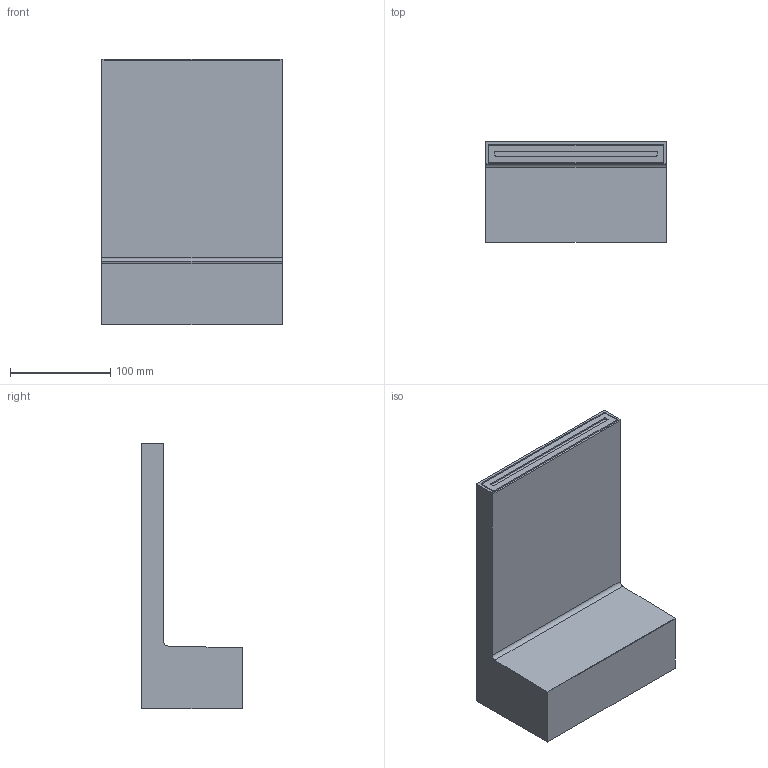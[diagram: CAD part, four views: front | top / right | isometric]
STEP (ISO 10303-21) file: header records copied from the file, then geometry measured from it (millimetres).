
FILE_DESCRIPTION (( 'STEP AP214' ), '1' );
FILE_NAME ('13630740.STEP', '2020-09-28T05:45:29', ( '' ), ( '' ), 'SwSTEP 2.0', 'SolidWorks 2020', '' );
FILE_SCHEMA (( 'AUTOMOTIVE_DESIGN' ));
Length unit declared in the file: millimetre
Products named in the file (3): 13630740; Planungsmodell_Einsatz-+-04.29.03.059.00.90-01_-_K1; Planungsmodell_Auslauf-+-09.11.74.040.90-01_-_K1
Assembly tree (2 placements, depth 2):
  13630740
    Planungsmodell_Auslauf-+-09.11.74.040.90-01_-_K1
    Planungsmodell_Einsatz-+-04.29.03.059.00.90-01_-_K1
Bounding box: 180.4 x 100.2 x 265.2 mm (x, y, z)
Volume: 1925683.8 mm3; surface area: 160204.5 mm2
Topology: 2 solids, 2 shells, 48 faces, 126 edges, 84 vertices
Faces by surface type: plane 30, cylinder 18
Entity records: 1596 total; most frequent: DIRECTION 268, CARTESIAN_POINT 263, ORIENTED_EDGE 252, EDGE_CURVE 126, VECTOR 90, LINE 90, AXIS2_PLACEMENT_3D 89, VERTEX_POINT 84
